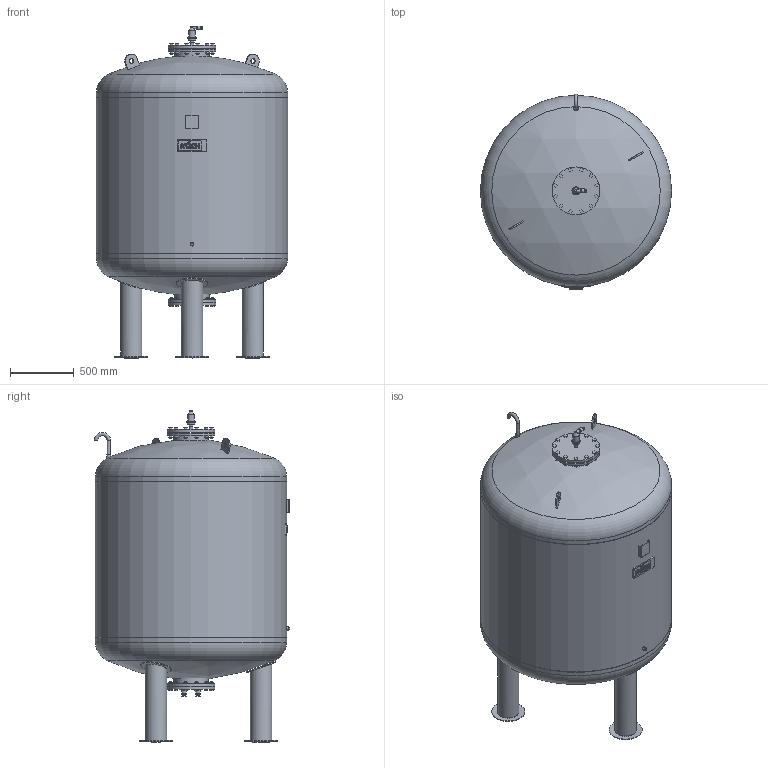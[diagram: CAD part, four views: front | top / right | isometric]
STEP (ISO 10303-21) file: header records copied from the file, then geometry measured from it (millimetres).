
FILE_DESCRIPTION(/* description */ (''),/* implementation_level */ '2;1');
FILE_NAME(/* name */ '3d_VariomatVF3000-8611205.stp',/* time_stamp */ '2024-09-24T14:53:32+02:00',/* author */ ('Andrzej'),/* organization */ (''),/* preprocessor_version */ 'ST-DEVELOPER v16.13',/* originating_system */ 'AutoCAD Mechanical',/* authorisation */ '');
FILE_SCHEMA (('AUTOMOTIVE_DESIGN { 1 0 10303 214 3 1 1 }'));
Length unit declared in the file: millimetre
Products named in the file (1): Product
Bounding box: 1500 x 1532.45 x 2603.75 mm (x, y, z)
Volume: 2997286289.5 mm3; surface area: 21294161.2 mm2
Topology: 36 solids, 41 shells, 827 faces, 1914 edges, 1270 vertices
Faces by surface type: plane 599, cylinder 172, cone 34, sphere 14, torus 8
Full cylindrical faces by diameter (mm): 16 x48, 16.662 x1, 20.7 x1, 20.955 x1, 23 x1, 24.5 x1, 26.9 x5, 27 x1, 30 x1, 33.7 x3, 38 x2, 50 x1, 57 x1, 63 x2, 159.3 x3, 168.3 x3, 240 x3, 260 x3, 260.4 x1, 273 x2, 318 x1, 375 x4, 1500 x3
Entity records: 22584 total; most frequent: CARTESIAN_POINT 3986, DIRECTION 3796, ORIENTED_EDGE 3486, EDGE_CURVE 1743, LINE 1340, VECTOR 1340, VERTEX_POINT 1233, AXIS2_PLACEMENT_3D 1228
